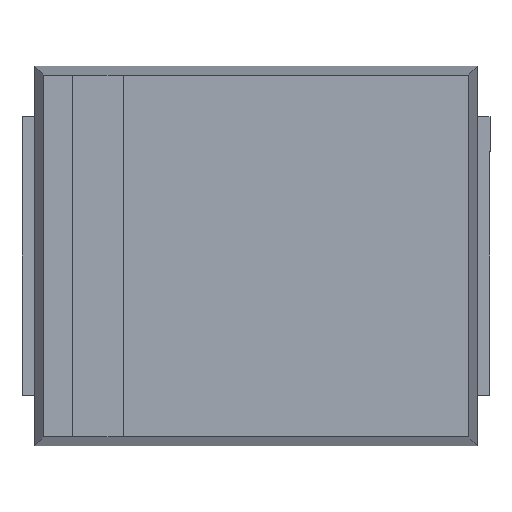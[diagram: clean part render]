
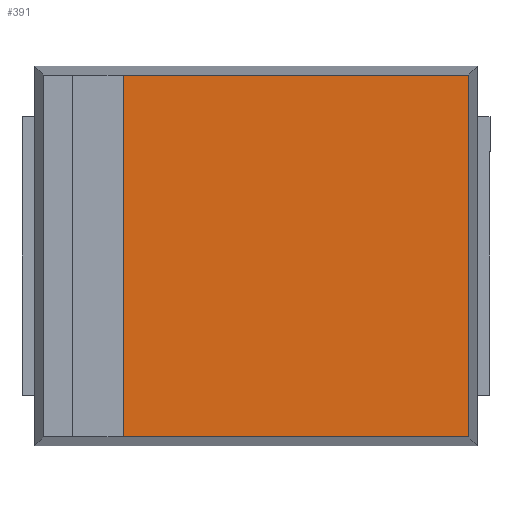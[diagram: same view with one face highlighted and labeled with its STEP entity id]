
A CAD part, top view. The second image highlights one B-rep face of the part: STEP entity #391.
In plain terms, the highlighted planar face has unit normal (0, 0, 1).
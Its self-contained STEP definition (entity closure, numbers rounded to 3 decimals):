
#240=CARTESIAN_POINT('',(-1.05,-1.43,1.2));
#241=VERTEX_POINT('',#240);
#248=CARTESIAN_POINT('',(-1.05,1.43,1.2));
#249=VERTEX_POINT('',#248);
#250=CARTESIAN_POINT('',(-1.05,1.43,1.2));
#251=DIRECTION('',(0.0,-1.0,0.0));
#252=VECTOR('',#251,2.86);
#253=LINE('',#250,#252);
#254=EDGE_CURVE('',#249,#241,#253,.T.);
#361=CARTESIAN_POINT('',(-0.75,-0.13,1.2));
#362=DIRECTION('',(0.0,0.0,1.0));
#363=DIRECTION('',(1.0,0.0,0.0));
#364=AXIS2_PLACEMENT_3D('',#361,#362,#363);
#365=PLANE('',#364);
#366=ORIENTED_EDGE('',*,*,#254,.T.);
#367=CARTESIAN_POINT('',(1.68,-1.43,1.2));
#368=VERTEX_POINT('',#367);
#369=CARTESIAN_POINT('',(1.68,-1.43,1.2));
#370=DIRECTION('',(-1.0,0.0,0.0));
#371=VECTOR('',#370,2.73);
#372=LINE('',#369,#371);
#373=EDGE_CURVE('',#368,#241,#372,.T.);
#374=ORIENTED_EDGE('',*,*,#373,.F.);
#375=CARTESIAN_POINT('',(1.68,1.43,1.2));
#376=VERTEX_POINT('',#375);
#377=CARTESIAN_POINT('',(1.68,1.43,1.2));
#378=DIRECTION('',(0.0,-1.0,0.0));
#379=VECTOR('',#378,2.86);
#380=LINE('',#377,#379);
#381=EDGE_CURVE('',#376,#368,#380,.T.);
#382=ORIENTED_EDGE('',*,*,#381,.F.);
#383=CARTESIAN_POINT('',(-1.05,1.43,1.2));
#384=DIRECTION('',(1.0,0.0,0.0));
#385=VECTOR('',#384,2.73);
#386=LINE('',#383,#385);
#387=EDGE_CURVE('',#249,#376,#386,.T.);
#388=ORIENTED_EDGE('',*,*,#387,.F.);
#389=EDGE_LOOP('',(#366,#374,#382,#388));
#390=FACE_OUTER_BOUND('',#389,.T.);
#391=ADVANCED_FACE('',(#390),#365,.T.);
